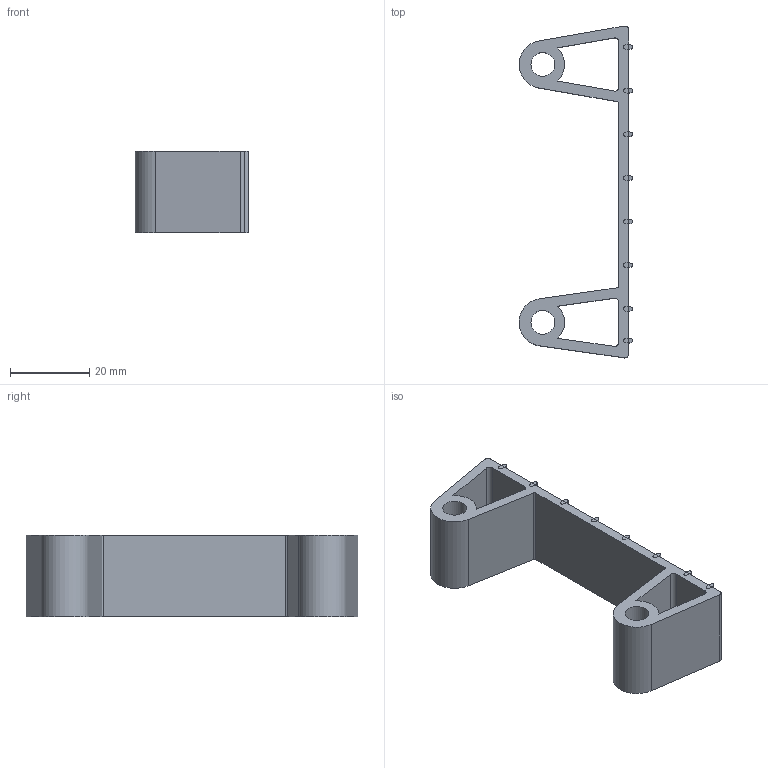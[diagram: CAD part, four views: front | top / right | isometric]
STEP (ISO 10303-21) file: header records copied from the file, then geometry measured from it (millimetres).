
FILE_DESCRIPTION(('HOOPS Exchange Step'),'2;1');
FILE_NAME('temp_export','2021-03-09T15:26:46-06:00',('mobile'),('Shapr3D Limited'),'HOOPS Exchange 2020.2','Shapr3D','Authorized');
FILE_SCHEMA( ('AP203_CONFIGURATION_CONTROLLED_3D_DESIGN_OF_MECHANICAL_PARTS_AND_ASSEMBLIES_MIM_LF') );
Length unit declared in the file: millimetre
Products named in the file (1): 0FEF86DB-6DAF-4C0A-BDC3-852D687EEA75.tmp
Bounding box: 28.73 x 83.66 x 20.5 mm (x, y, z)
Volume: 11411.8 mm3; surface area: 10142.2 mm2
Topology: 9 solids, 9 shells, 54 faces, 112 edges, 76 vertices
Faces by surface type: plane 30, cylinder 16, extrusion 8
Full cylindrical faces by diameter (mm): 6 x2
Entity records: 1516 total; most frequent: DIRECTION 282, CARTESIAN_POINT 243, ORIENTED_EDGE 224, EDGE_CURVE 112, AXIS2_PLACEMENT_3D 107, VERTEX_POINT 76, VECTOR 68, EDGE_LOOP 62
